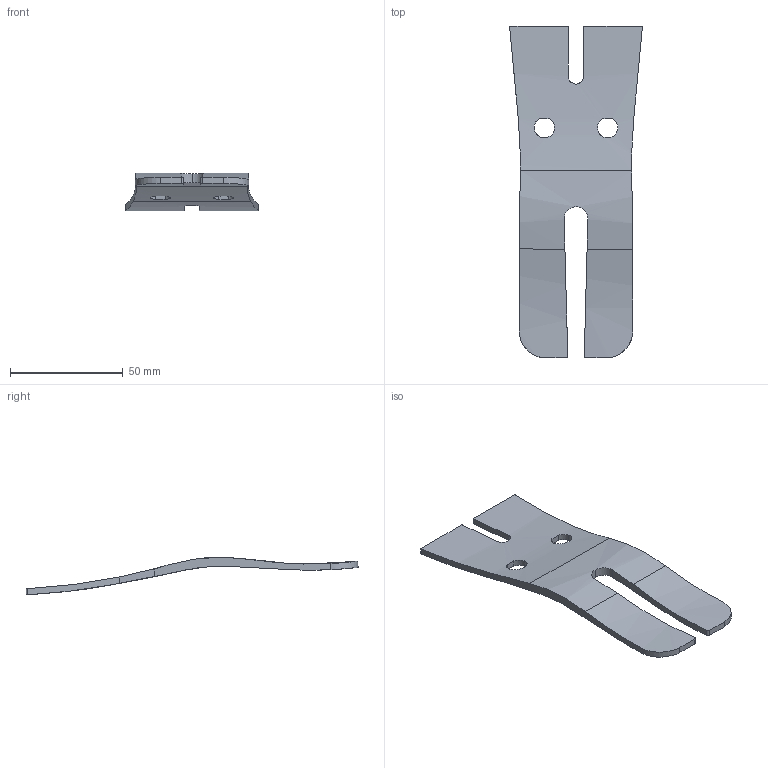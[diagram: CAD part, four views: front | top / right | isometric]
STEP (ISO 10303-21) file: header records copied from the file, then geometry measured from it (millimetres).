
FILE_DESCRIPTION (( 'STEP AP214' ), '1' );
FILE_NAME ('KA.KL.027A.STEP', '2023-01-23T08:35:30', ( '' ), ( '' ), 'SwSTEP 2.0', 'SolidWorks 2022', '' );
FILE_SCHEMA (( 'AUTOMOTIVE_DESIGN' ));
Length unit declared in the file: millimetre
Products named in the file (1): KA.KL.027A
Bounding box: 58.75 x 147.02 x 16.73 mm (x, y, z)
Volume: 20752.7 mm3; surface area: 15229.8 mm2
Topology: 1 solids, 1 shells, 51 faces, 147 edges, 98 vertices
Faces by surface type: cylinder 34, plane 17
Entity records: 2181 total; most frequent: CARTESIAN_POINT 991, ORIENTED_EDGE 294, DIRECTION 173, EDGE_CURVE 147, VERTEX_POINT 98, AXIS2_PLACEMENT_3D 58, VECTOR 57, LINE 57
